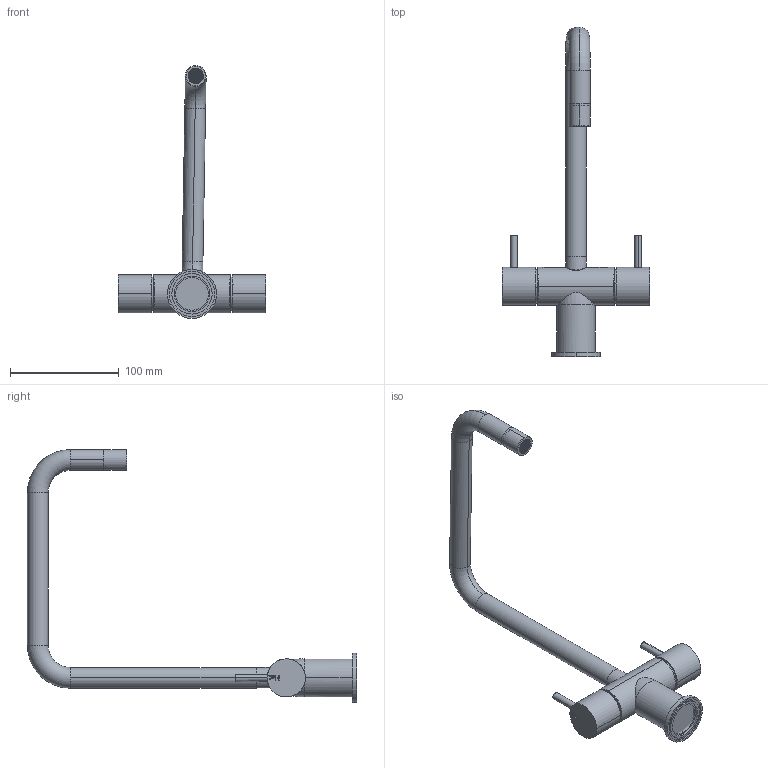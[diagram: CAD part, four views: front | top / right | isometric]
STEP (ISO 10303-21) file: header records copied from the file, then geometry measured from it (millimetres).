
FILE_DESCRIPTION (( 'STEP AP214' ), '1' );
FILE_NAME ('SUSSEX_SCALA_SLTSMQLC5_twin_handle_sink_mixer_square_large_shell.STEP', '2021-07-12T00:32:12', ( '' ), ( '' ), 'SwSTEP 2.0', 'SolidWorks 2020', '' );
FILE_SCHEMA (( 'AUTOMOTIVE_DESIGN' ));
Length unit declared in the file: millimetre
Products named in the file (1): SUSSEX_SCALA_SLTSMQLC5_twin_handle_sink_mixer_square_large_shell
Bounding box: 135 x 302.1 x 231.99 mm (x, y, z)
Volume: 152484.8 mm3; surface area: 94693.7 mm2
Topology: 11 solids, 11 shells, 2038 faces, 6108 edges, 4064 vertices
Faces by surface type: plane 1863, cylinder 94, bspline 65, torus 10, cone 6
Entity records: 93502 total; most frequent: CARTESIAN_POINT 16273, ORIENTED_EDGE 12216, DIRECTION 10210, EDGE_CURVE 6108, LINE 5632, VECTOR 5632, VERTEX_POINT 4064, EDGE_LOOP 2646
